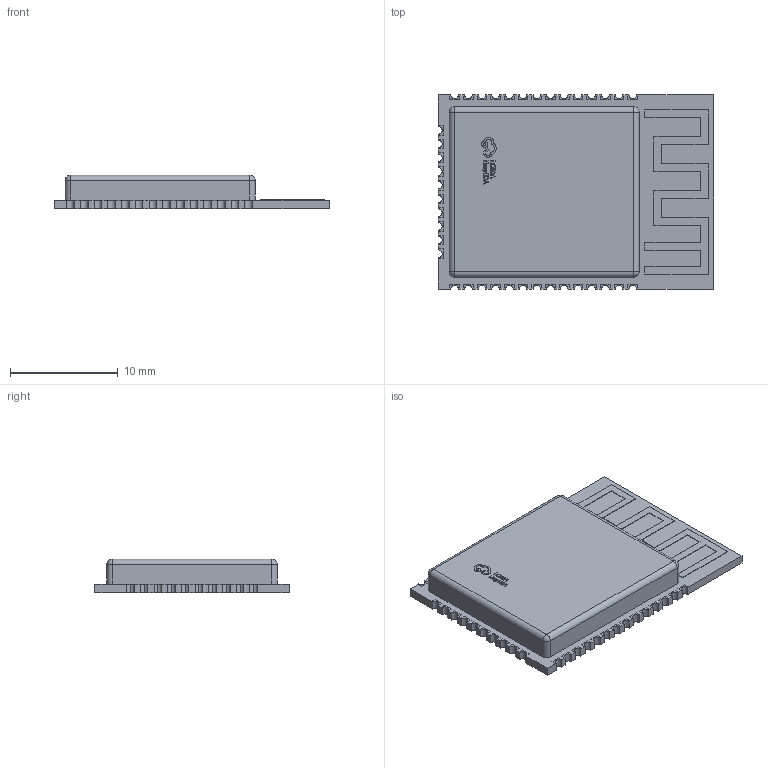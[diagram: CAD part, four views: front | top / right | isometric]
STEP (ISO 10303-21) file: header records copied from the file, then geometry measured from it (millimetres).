
FILE_DESCRIPTION (( 'STEP AP214' ), '1' );
FILE_NAME ('WIFI-SMD_L25.5-W18.0-H3.1-ESP32-WROOM-32E.step', '2022-07-15T04:51:57', ( '' ), ( '' ), 'SwSTEP 2.0', 'SolidWorks 2020', '' );
FILE_SCHEMA (( 'AUTOMOTIVE_DESIGN' ));
Length unit declared in the file: millimetre
Products named in the file (1): WIFI-SMD_L25.5-W18.0-H3.1-ESP32-WROOM-32E
Bounding box: 25.5 x 18 x 3.1 mm (x, y, z)
Volume: 998.6 mm3; surface area: 1130.3 mm2
Topology: 14 solids, 14 shells, 461 faces, 1477 edges, 1058 vertices
Faces by surface type: plane 303, bspline 98, cylinder 56, sphere 4
Entity records: 22349 total; most frequent: CARTESIAN_POINT 4495, ORIENTED_EDGE 2946, DIRECTION 2099, EDGE_CURVE 1473, VECTOR 1147, LINE 1147, VERTEX_POINT 1058, EDGE_LOOP 491
